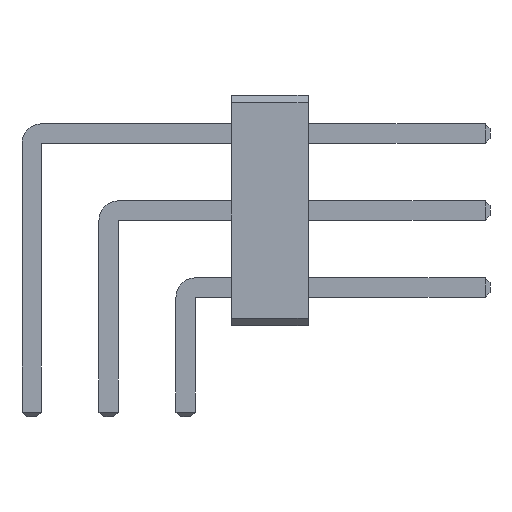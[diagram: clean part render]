
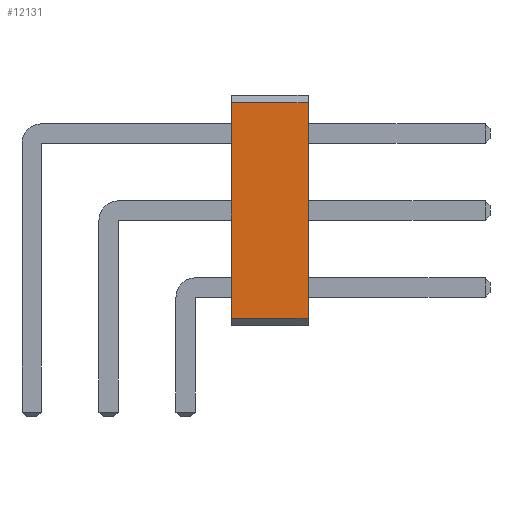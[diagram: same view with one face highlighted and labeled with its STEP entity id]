
A CAD part, front view. The second image highlights one B-rep face of the part: STEP entity #12131.
In plain terms, the highlighted planar face has unit normal (0, -1, 0).
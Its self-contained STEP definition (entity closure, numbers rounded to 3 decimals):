
#12131 = ADVANCED_FACE('',(#12132),#12166,.T.);
#12132 = FACE_BOUND('',#12133,.T.);
#12133 = EDGE_LOOP('',(#12134,#12144,#12152,#12160));
#12134 = ORIENTED_EDGE('',*,*,#12135,.T.);
#12135 = EDGE_CURVE('',#12136,#12138,#12140,.T.);
#12136 = VERTEX_POINT('',#12137);
#12137 = CARTESIAN_POINT('',(6.58,-16.51,0.254));
#12138 = VERTEX_POINT('',#12139);
#12139 = CARTESIAN_POINT('',(9.12,-16.51,0.254));
#12140 = LINE('',#12141,#12142);
#12141 = CARTESIAN_POINT('',(6.58,-16.51,0.254));
#12142 = VECTOR('',#12143,1.);
#12143 = DIRECTION('',(1.,0.,0.));
#12144 = ORIENTED_EDGE('',*,*,#12145,.T.);
#12145 = EDGE_CURVE('',#12138,#12146,#12148,.T.);
#12146 = VERTEX_POINT('',#12147);
#12147 = CARTESIAN_POINT('',(9.12,-16.51,7.366));
#12148 = LINE('',#12149,#12150);
#12149 = CARTESIAN_POINT('',(9.12,-16.51,0.254));
#12150 = VECTOR('',#12151,1.);
#12151 = DIRECTION('',(0.,0.,1.));
#12152 = ORIENTED_EDGE('',*,*,#12153,.F.);
#12153 = EDGE_CURVE('',#12154,#12146,#12156,.T.);
#12154 = VERTEX_POINT('',#12155);
#12155 = CARTESIAN_POINT('',(6.58,-16.51,7.366));
#12156 = LINE('',#12157,#12158);
#12157 = CARTESIAN_POINT('',(6.58,-16.51,7.366));
#12158 = VECTOR('',#12159,1.);
#12159 = DIRECTION('',(1.,0.,0.));
#12160 = ORIENTED_EDGE('',*,*,#12161,.F.);
#12161 = EDGE_CURVE('',#12136,#12154,#12162,.T.);
#12162 = LINE('',#12163,#12164);
#12163 = CARTESIAN_POINT('',(6.58,-16.51,0.254));
#12164 = VECTOR('',#12165,1.);
#12165 = DIRECTION('',(0.,0.,1.));
#12166 = PLANE('',#12167);
#12167 = AXIS2_PLACEMENT_3D('',#12168,#12169,#12170);
#12168 = CARTESIAN_POINT('',(6.58,-16.51,0.254));
#12169 = DIRECTION('',(0.,-1.,0.));
#12170 = DIRECTION('',(0.,0.,1.));
